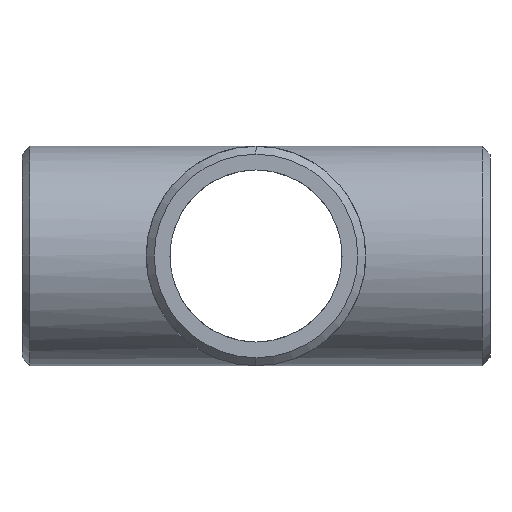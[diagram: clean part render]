
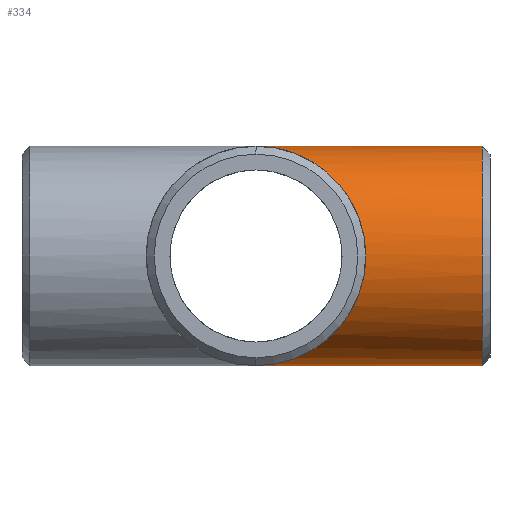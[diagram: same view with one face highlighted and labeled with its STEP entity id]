
A CAD part, left-side view. The second image highlights one B-rep face of the part: STEP entity #334.
In plain terms, the highlighted cylindrical face has radius 13.335 mm (diameter 26.67 mm), a partial arc.
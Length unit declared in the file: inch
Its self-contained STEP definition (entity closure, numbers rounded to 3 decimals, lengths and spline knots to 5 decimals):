
#15 = LINE ( 'NONE', #335, #211 ) ;
#18 = DIRECTION ( 'NONE',  ( 0., 1., 0. ) ) ;
#22 = CARTESIAN_POINT ( 'NONE',  ( 0., 0., -0.525 ) ) ;
#39 =( BOUNDED_CURVE ( )  B_SPLINE_CURVE ( 3, ( #22, #446, #581, #771 ),
 .UNSPECIFIED., .F., .T. ) 
 B_SPLINE_CURVE_WITH_KNOTS ( ( 4, 4 ),
 ( 4.71239, 7.85398 ),
 .UNSPECIFIED. ) 
 CURVE ( )  GEOMETRIC_REPRESENTATION_ITEM ( )  RATIONAL_B_SPLINE_CURVE ( ( 1., 0.333, 0.333, 1. ) ) 
 REPRESENTATION_ITEM ( '' )  );
#40 = CARTESIAN_POINT ( 'NONE',  ( 0., 0., -0.525 ) ) ;
#46 = AXIS2_PLACEMENT_3D ( 'NONE', #713, #18, #513 ) ;
#56 = VERTEX_POINT ( 'NONE', #40 ) ;
#63 = CIRCLE ( 'NONE', #46, 0.525 ) ;
#64 = FACE_OUTER_BOUND ( 'NONE', #524, .T. ) ;
#78 = CARTESIAN_POINT ( 'NONE',  ( 0., -1.08233, -0.525 ) ) ;
#104 = VERTEX_POINT ( 'NONE', #351 ) ;
#149 = LINE ( 'NONE', #520, #173 ) ;
#173 = VECTOR ( 'NONE', #278, 39.37008 ) ;
#180 = DIRECTION ( 'NONE',  ( 0., 0., -1. ) ) ;
#188 = CARTESIAN_POINT ( 'NONE',  ( 0., -1.12, 0. ) ) ;
#211 = VECTOR ( 'NONE', #696, 39.37008 ) ;
#219 = ORIENTED_EDGE ( 'NONE', *, *, #712, .T. ) ;
#260 = ORIENTED_EDGE ( 'NONE', *, *, #366, .F. ) ;
#278 = DIRECTION ( 'NONE',  ( 0., 1., 0. ) ) ;
#305 = ORIENTED_EDGE ( 'NONE', *, *, #447, .F. ) ;
#334 = ADVANCED_FACE ( 'NONE', ( #64 ), #618, .T. ) ;
#335 = CARTESIAN_POINT ( 'NONE',  ( 0., -1.12, -0.525 ) ) ;
#349 = ORIENTED_EDGE ( 'NONE', *, *, #628, .T. ) ;
#351 = CARTESIAN_POINT ( 'NONE',  ( 0., 0., 0.525 ) ) ;
#366 = EDGE_CURVE ( 'NONE', #533, #56, #15, .T. ) ;
#445 = CARTESIAN_POINT ( 'NONE',  ( 0., -1.08233, 0.525 ) ) ;
#446 = CARTESIAN_POINT ( 'NONE',  ( -1.05, -1.05, -0.525 ) ) ;
#447 = EDGE_CURVE ( 'NONE', #56, #104, #39, .T. ) ;
#455 = AXIS2_PLACEMENT_3D ( 'NONE', #188, #497, #180 ) ;
#497 = DIRECTION ( 'NONE',  ( 0., 1., 0. ) ) ;
#513 = DIRECTION ( 'NONE',  ( 0., 0., -1. ) ) ;
#520 = CARTESIAN_POINT ( 'NONE',  ( 0., -1.12, 0.525 ) ) ;
#523 = VERTEX_POINT ( 'NONE', #445 ) ;
#524 = EDGE_LOOP ( 'NONE', ( #349, #219, #305, #260 ) ) ;
#533 = VERTEX_POINT ( 'NONE', #78 ) ;
#581 = CARTESIAN_POINT ( 'NONE',  ( -1.05, -1.05, 0.525 ) ) ;
#618 = CYLINDRICAL_SURFACE ( 'NONE', #455, 0.525 ) ;
#628 = EDGE_CURVE ( 'NONE', #533, #523, #63, .T. ) ;
#696 = DIRECTION ( 'NONE',  ( 0., 1., 0. ) ) ;
#712 = EDGE_CURVE ( 'NONE', #523, #104, #149, .T. ) ;
#713 = CARTESIAN_POINT ( 'NONE',  ( 0., -1.08233, 0. ) ) ;
#771 = CARTESIAN_POINT ( 'NONE',  ( 0., 0., 0.525 ) ) ;
